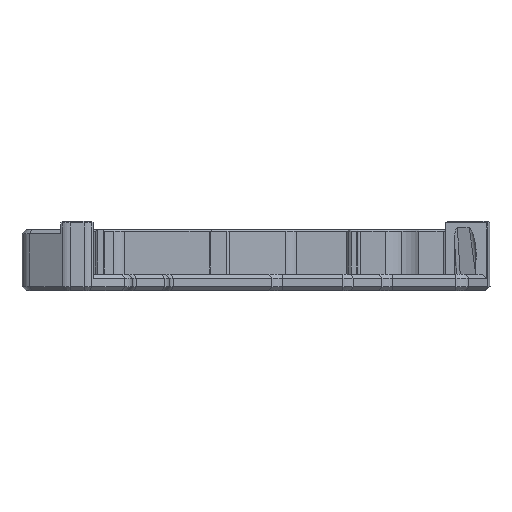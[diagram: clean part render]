
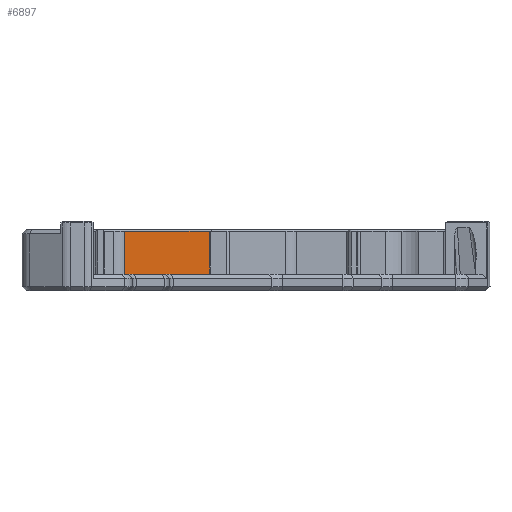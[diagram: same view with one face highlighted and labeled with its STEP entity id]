
A CAD part, left-side view. The second image highlights one B-rep face of the part: STEP entity #6897.
In plain terms, the highlighted planar face has unit normal (-1, 0, 0).
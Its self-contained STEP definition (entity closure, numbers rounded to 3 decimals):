
#93 = EDGE_LOOP ( 'NONE', ( #13355, #16928, #14746, #9856 ) ) ;
#193 = VERTEX_POINT ( 'NONE', #5112 ) ;
#502 = VECTOR ( 'NONE', #7227, 1000. ) ;
#1589 = EDGE_CURVE ( 'NONE', #15041, #17320, #13083, .T. ) ;
#1760 = CARTESIAN_POINT ( 'NONE',  ( 67.25, -21.061, 10.8 ) ) ;
#1860 = VECTOR ( 'NONE', #20883, 1000. ) ;
#3312 = PLANE ( 'NONE',  #12069 ) ;
#4191 = LINE ( 'NONE', #12204, #1860 ) ;
#5025 = CARTESIAN_POINT ( 'NONE',  ( 67.25, -8.638, 10.8 ) ) ;
#5112 = CARTESIAN_POINT ( 'NONE',  ( 67.25, -8.638, 0.3 ) ) ;
#5578 = CARTESIAN_POINT ( 'NONE',  ( 67.25, -21.061, 0.3 ) ) ;
#6897 = ADVANCED_FACE ( 'NONE', ( #18352 ), #3312, .T. ) ;
#7227 = DIRECTION ( 'NONE',  ( 0., 1., 0. ) ) ;
#8872 = CARTESIAN_POINT ( 'NONE',  ( 67.25, -33.484, 0.3 ) ) ;
#9856 = ORIENTED_EDGE ( 'NONE', *, *, #11597, .F. ) ;
#10359 = VECTOR ( 'NONE', #21337, 1000. ) ;
#11597 = EDGE_CURVE ( 'NONE', #193, #16749, #4191, .T. ) ;
#11839 = LINE ( 'NONE', #1760, #17774 ) ;
#12069 = AXIS2_PLACEMENT_3D ( 'NONE', #16710, #20110, #13396 ) ;
#12204 = CARTESIAN_POINT ( 'NONE',  ( 67.25, -8.638, 5.55 ) ) ;
#12808 = EDGE_CURVE ( 'NONE', #15041, #193, #19203, .T. ) ;
#13083 = LINE ( 'NONE', #19590, #10359 ) ;
#13355 = ORIENTED_EDGE ( 'NONE', *, *, #12808, .F. ) ;
#13396 = DIRECTION ( 'NONE',  ( 0., -1., 0. ) ) ;
#14523 = CARTESIAN_POINT ( 'NONE',  ( 67.25, -33.484, 10.8 ) ) ;
#14746 = ORIENTED_EDGE ( 'NONE', *, *, #19545, .T. ) ;
#15041 = VERTEX_POINT ( 'NONE', #8872 ) ;
#16710 = CARTESIAN_POINT ( 'NONE',  ( 67.25, -8.628, 0.29 ) ) ;
#16749 = VERTEX_POINT ( 'NONE', #5025 ) ;
#16907 = DIRECTION ( 'NONE',  ( 0., 1., 0. ) ) ;
#16928 = ORIENTED_EDGE ( 'NONE', *, *, #1589, .T. ) ;
#17320 = VERTEX_POINT ( 'NONE', #14523 ) ;
#17774 = VECTOR ( 'NONE', #16907, 1000. ) ;
#18352 = FACE_OUTER_BOUND ( 'NONE', #93, .T. ) ;
#19203 = LINE ( 'NONE', #5578, #502 ) ;
#19545 = EDGE_CURVE ( 'NONE', #17320, #16749, #11839, .T. ) ;
#19590 = CARTESIAN_POINT ( 'NONE',  ( 67.25, -33.484, 5.55 ) ) ;
#20110 = DIRECTION ( 'NONE',  ( -1., 0., 0. ) ) ;
#20883 = DIRECTION ( 'NONE',  ( 0., 0., 1. ) ) ;
#21337 = DIRECTION ( 'NONE',  ( 0., 0., 1. ) ) ;
